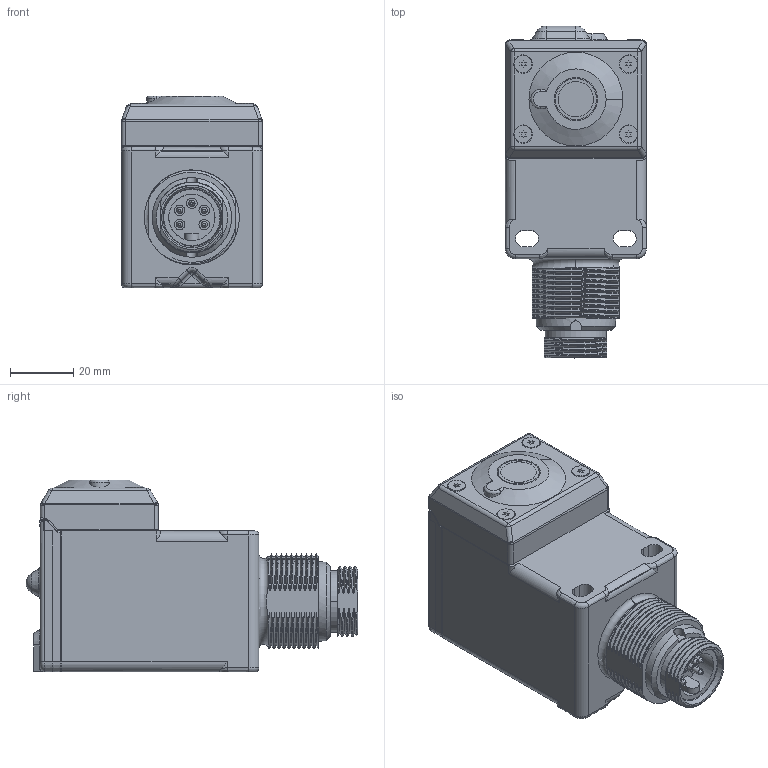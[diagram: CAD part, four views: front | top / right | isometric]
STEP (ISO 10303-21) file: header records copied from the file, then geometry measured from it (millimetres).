
FILE_DESCRIPTION((''),'2;1');
FILE_NAME('156718_SM01_ASM','2022-11-07T13:35:32',('PDMAdmin'),('BANNER ENGINEERING'),'CREO PARAMETRIC BY PTC INC, 2019292','CREO PARAMETRIC BY PTC INC, 2019292','');
FILE_SCHEMA(('CONFIG_CONTROL_DESIGN'));
Length unit declared in the file: millimetre
Products named in the file (2): 156718_EP01; 156718_SM01_ASM
Assembly tree (1 placements, depth 2):
  156718_SM01_ASM
    156718_EP01
Bounding box: 44.57 x 104.65 x 60.5 mm (x, y, z)
Volume: 169030.6 mm3; surface area: 27468.8 mm2
Topology: 1 solids, 1 shells, 664 faces, 1753 edges, 1108 vertices
Faces by surface type: plane 250, cylinder 174, bspline 137, cone 62, sphere 21, torus 20
Entity records: 31828 total; most frequent: CARTESIAN_POINT 16383, ORIENTED_EDGE 3474, DIRECTION 2781, EDGE_CURVE 1737, VERTEX_POINT 1108, AXIS2_PLACEMENT_3D 936, VECTOR 909, LINE 909
